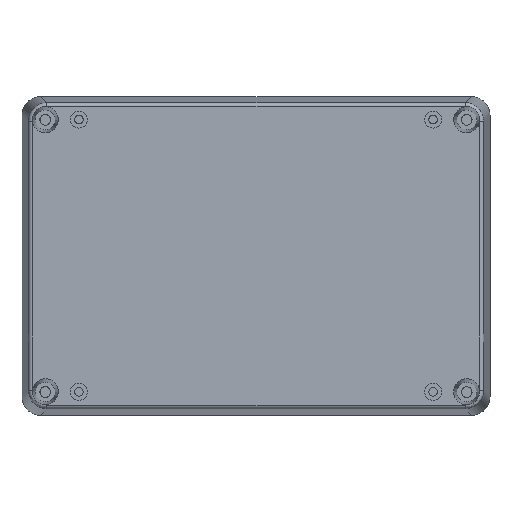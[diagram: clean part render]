
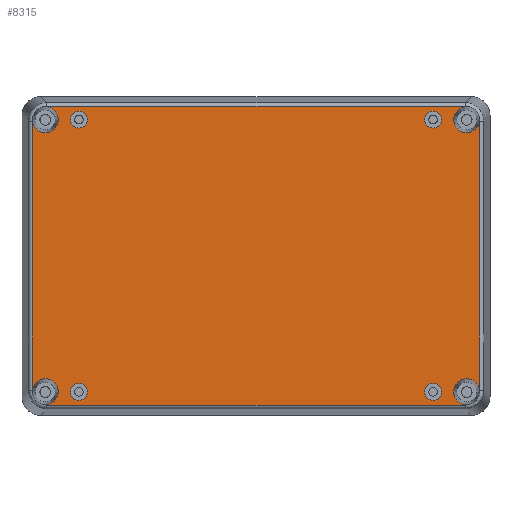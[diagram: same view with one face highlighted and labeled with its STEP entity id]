
A CAD part, top view. The second image highlights one B-rep face of the part: STEP entity #8315.
In plain terms, the highlighted planar face has unit normal (0, 0, 1).
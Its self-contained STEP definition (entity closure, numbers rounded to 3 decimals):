
#8124=CARTESIAN_POINT('',(-62.75,-42.75,40.0));
#8125=DIRECTION('',(0.0,0.0,-1.0));
#8126=DIRECTION('',(-1.0,0.0,0.0));
#8127=AXIS2_PLACEMENT_3D('',#8124,#8125,#8126);
#8128=PLANE('',#8127);
#8129=CARTESIAN_POINT('',(59.987,-36.736,40.0));
#8130=VERTEX_POINT('',#8129);
#8131=CARTESIAN_POINT('',(56.736,-39.987,40.0));
#8132=VERTEX_POINT('',#8131);
#8133=CARTESIAN_POINT('',(56.5,-36.5,40.0));
#8134=DIRECTION('',(0.0,0.0,1.0));
#8135=DIRECTION('',(1.0,0.0,0.0));
#8136=AXIS2_PLACEMENT_3D('',#8133,#8134,#8135);
#8137=CIRCLE('',#8136,3.495);
#8138=EDGE_CURVE('',#8130,#8132,#8137,.T.);
#8139=ORIENTED_EDGE('',*,*,#8138,.F.);
#8140=CARTESIAN_POINT('',(60.046,-36.05,40.0));
#8141=VERTEX_POINT('',#8140);
#8142=CARTESIAN_POINT('',(56.044,-36.05,40.0));
#8143=DIRECTION('',(0.0,0.0,1.));
#8144=DIRECTION('',(1.,0.,0.0));
#8145=AXIS2_PLACEMENT_3D('',#8142,#8143,#8144);
#8146=CIRCLE('',#8145,4.002);
#8147=EDGE_CURVE('',#8130,#8141,#8146,.T.);
#8148=ORIENTED_EDGE('',*,*,#8147,.T.);
#8149=CARTESIAN_POINT('',(60.046,36.05,40.0));
#8150=VERTEX_POINT('',#8149);
#8151=CARTESIAN_POINT('',(60.046,36.05,40.0));
#8152=DIRECTION('',(0.0,-1.0,0.0));
#8153=VECTOR('',#8152,72.1);
#8154=LINE('',#8151,#8153);
#8155=EDGE_CURVE('',#8141,#8150,#8154,.F.);
#8156=ORIENTED_EDGE('',*,*,#8155,.T.);
#8157=CARTESIAN_POINT('',(59.987,36.736,40.0));
#8158=VERTEX_POINT('',#8157);
#8159=CARTESIAN_POINT('',(56.044,36.05,40.0));
#8160=DIRECTION('',(0.0,0.0,1.0));
#8161=DIRECTION('',(0.985,0.171,0.0));
#8162=AXIS2_PLACEMENT_3D('',#8159,#8160,#8161);
#8163=CIRCLE('',#8162,4.002);
#8164=EDGE_CURVE('',#8150,#8158,#8163,.T.);
#8165=ORIENTED_EDGE('',*,*,#8164,.T.);
#8166=CARTESIAN_POINT('',(56.736,39.987,40.0));
#8167=VERTEX_POINT('',#8166);
#8168=CARTESIAN_POINT('',(56.5,36.5,40.0));
#8169=DIRECTION('',(0.0,0.0,1.0));
#8170=DIRECTION('',(1.0,0.0,0.0));
#8171=AXIS2_PLACEMENT_3D('',#8168,#8169,#8170);
#8172=CIRCLE('',#8171,3.495);
#8173=EDGE_CURVE('',#8167,#8158,#8172,.T.);
#8174=ORIENTED_EDGE('',*,*,#8173,.F.);
#8175=CARTESIAN_POINT('',(56.05,40.046,40.0));
#8176=VERTEX_POINT('',#8175);
#8177=CARTESIAN_POINT('',(56.05,36.044,40.0));
#8178=DIRECTION('',(0.0,0.0,1.));
#8179=DIRECTION('',(0.,1.,0.0));
#8180=AXIS2_PLACEMENT_3D('',#8177,#8178,#8179);
#8181=CIRCLE('',#8180,4.002);
#8182=EDGE_CURVE('',#8167,#8176,#8181,.T.);
#8183=ORIENTED_EDGE('',*,*,#8182,.T.);
#8184=CARTESIAN_POINT('',(-56.05,40.046,40.0));
#8185=VERTEX_POINT('',#8184);
#8186=CARTESIAN_POINT('',(-56.05,40.046,40.0));
#8187=DIRECTION('',(1.0,0.0,0.0));
#8188=VECTOR('',#8187,112.1);
#8189=LINE('',#8186,#8188);
#8190=EDGE_CURVE('',#8176,#8185,#8189,.F.);
#8191=ORIENTED_EDGE('',*,*,#8190,.T.);
#8192=CARTESIAN_POINT('',(-56.689,39.995,40.0));
#8193=VERTEX_POINT('',#8192);
#8194=CARTESIAN_POINT('',(-56.05,36.044,40.0));
#8195=DIRECTION('',(0.0,0.0,1.));
#8196=DIRECTION('',(-0.16,0.987,0.0));
#8197=AXIS2_PLACEMENT_3D('',#8194,#8195,#8196);
#8198=CIRCLE('',#8197,4.002);
#8199=EDGE_CURVE('',#8185,#8193,#8198,.T.);
#8200=ORIENTED_EDGE('',*,*,#8199,.T.);
#8201=CARTESIAN_POINT('',(-59.995,36.689,40.0));
#8202=VERTEX_POINT('',#8201);
#8203=CARTESIAN_POINT('',(-56.5,36.5,40.0));
#8204=DIRECTION('',(0.0,0.0,1.0));
#8205=DIRECTION('',(1.0,0.0,0.0));
#8206=AXIS2_PLACEMENT_3D('',#8203,#8204,#8205);
#8207=CIRCLE('',#8206,3.5);
#8208=EDGE_CURVE('',#8202,#8193,#8207,.T.);
#8209=ORIENTED_EDGE('',*,*,#8208,.F.);
#8210=CARTESIAN_POINT('',(-60.046,36.05,40.0));
#8211=VERTEX_POINT('',#8210);
#8212=CARTESIAN_POINT('',(-56.044,36.05,40.0));
#8213=DIRECTION('',(0.0,0.0,1.));
#8214=DIRECTION('',(-1.,0.,0.0));
#8215=AXIS2_PLACEMENT_3D('',#8212,#8213,#8214);
#8216=CIRCLE('',#8215,4.002);
#8217=EDGE_CURVE('',#8202,#8211,#8216,.T.);
#8218=ORIENTED_EDGE('',*,*,#8217,.T.);
#8219=CARTESIAN_POINT('',(-60.046,-36.05,40.0));
#8220=VERTEX_POINT('',#8219);
#8221=CARTESIAN_POINT('',(-60.046,-36.05,40.0));
#8222=DIRECTION('',(0.0,1.0,0.0));
#8223=VECTOR('',#8222,72.1);
#8224=LINE('',#8221,#8223);
#8225=EDGE_CURVE('',#8211,#8220,#8224,.F.);
#8226=ORIENTED_EDGE('',*,*,#8225,.T.);
#8227=CARTESIAN_POINT('',(-59.995,-36.689,40.0));
#8228=VERTEX_POINT('',#8227);
#8229=CARTESIAN_POINT('',(-56.044,-36.05,40.0));
#8230=DIRECTION('',(0.0,0.0,1.));
#8231=DIRECTION('',(-0.987,-0.16,0.0));
#8232=AXIS2_PLACEMENT_3D('',#8229,#8230,#8231);
#8233=CIRCLE('',#8232,4.002);
#8234=EDGE_CURVE('',#8220,#8228,#8233,.T.);
#8235=ORIENTED_EDGE('',*,*,#8234,.T.);
#8236=CARTESIAN_POINT('',(-56.689,-39.995,40.0));
#8237=VERTEX_POINT('',#8236);
#8238=CARTESIAN_POINT('',(-56.5,-36.5,40.0));
#8239=DIRECTION('',(0.0,0.0,1.0));
#8240=DIRECTION('',(1.0,0.0,0.0));
#8241=AXIS2_PLACEMENT_3D('',#8238,#8239,#8240);
#8242=CIRCLE('',#8241,3.5);
#8243=EDGE_CURVE('',#8237,#8228,#8242,.T.);
#8244=ORIENTED_EDGE('',*,*,#8243,.F.);
#8245=CARTESIAN_POINT('',(-56.05,-40.046,40.0));
#8246=VERTEX_POINT('',#8245);
#8247=CARTESIAN_POINT('',(-56.05,-36.044,40.0));
#8248=DIRECTION('',(0.0,0.0,1.));
#8249=DIRECTION('',(0.,-1.,0.0));
#8250=AXIS2_PLACEMENT_3D('',#8247,#8248,#8249);
#8251=CIRCLE('',#8250,4.002);
#8252=EDGE_CURVE('',#8237,#8246,#8251,.T.);
#8253=ORIENTED_EDGE('',*,*,#8252,.T.);
#8254=CARTESIAN_POINT('',(56.05,-40.046,40.0));
#8255=VERTEX_POINT('',#8254);
#8256=CARTESIAN_POINT('',(56.05,-40.046,40.0));
#8257=DIRECTION('',(-1.0,0.0,0.0));
#8258=VECTOR('',#8257,112.1);
#8259=LINE('',#8256,#8258);
#8260=EDGE_CURVE('',#8246,#8255,#8259,.F.);
#8261=ORIENTED_EDGE('',*,*,#8260,.T.);
#8262=CARTESIAN_POINT('',(56.05,-36.044,40.0));
#8263=DIRECTION('',(0.0,0.0,1.));
#8264=DIRECTION('',(0.171,-0.985,0.0));
#8265=AXIS2_PLACEMENT_3D('',#8262,#8263,#8264);
#8266=CIRCLE('',#8265,4.002);
#8267=EDGE_CURVE('',#8255,#8132,#8266,.T.);
#8268=ORIENTED_EDGE('',*,*,#8267,.T.);
#8269=EDGE_LOOP('',(#8139,#8148,#8156,#8165,#8174,#8183,#8191,#8200,#8209,#8218,#8226,#8235,#8244,#8253,#8261,#8268));
#8270=FACE_OUTER_BOUND('',#8269,.T.);
#8271=CARTESIAN_POINT('',(-49.75,36.5,40.0));
#8272=VERTEX_POINT('',#8271);
#8273=CARTESIAN_POINT('',(-47.5,36.5,40.0));
#8274=DIRECTION('',(0.0,0.0,-1.0));
#8275=DIRECTION('',(-1.0,0.0,0.0));
#8276=AXIS2_PLACEMENT_3D('',#8273,#8274,#8275);
#8277=CIRCLE('',#8276,2.25);
#8278=EDGE_CURVE('',#8272,#8272,#8277,.F.);
#8279=ORIENTED_EDGE('',*,*,#8278,.F.);
#8280=EDGE_LOOP('',(#8279));
#8281=FACE_BOUND('',#8280,.T.);
#8282=CARTESIAN_POINT('',(-49.75,-36.5,40.0));
#8283=VERTEX_POINT('',#8282);
#8284=CARTESIAN_POINT('',(-47.5,-36.5,40.0));
#8285=DIRECTION('',(0.0,0.0,-1.0));
#8286=DIRECTION('',(-1.0,0.0,0.0));
#8287=AXIS2_PLACEMENT_3D('',#8284,#8285,#8286);
#8288=CIRCLE('',#8287,2.25);
#8289=EDGE_CURVE('',#8283,#8283,#8288,.T.);
#8290=ORIENTED_EDGE('',*,*,#8289,.T.);
#8291=EDGE_LOOP('',(#8290));
#8292=FACE_BOUND('',#8291,.T.);
#8293=CARTESIAN_POINT('',(45.25,36.5,40.0));
#8294=VERTEX_POINT('',#8293);
#8295=CARTESIAN_POINT('',(47.5,36.5,40.0));
#8296=DIRECTION('',(0.0,0.0,-1.0));
#8297=DIRECTION('',(-1.0,0.0,0.0));
#8298=AXIS2_PLACEMENT_3D('',#8295,#8296,#8297);
#8299=CIRCLE('',#8298,2.25);
#8300=EDGE_CURVE('',#8294,#8294,#8299,.T.);
#8301=ORIENTED_EDGE('',*,*,#8300,.T.);
#8302=EDGE_LOOP('',(#8301));
#8303=FACE_BOUND('',#8302,.T.);
#8304=CARTESIAN_POINT('',(45.25,-36.5,40.0));
#8305=VERTEX_POINT('',#8304);
#8306=CARTESIAN_POINT('',(47.5,-36.5,40.0));
#8307=DIRECTION('',(0.0,0.0,-1.0));
#8308=DIRECTION('',(-1.0,0.0,0.0));
#8309=AXIS2_PLACEMENT_3D('',#8306,#8307,#8308);
#8310=CIRCLE('',#8309,2.25);
#8311=EDGE_CURVE('',#8305,#8305,#8310,.F.);
#8312=ORIENTED_EDGE('',*,*,#8311,.F.);
#8313=EDGE_LOOP('',(#8312));
#8314=FACE_BOUND('',#8313,.T.);
#8315=ADVANCED_FACE('',(#8270,#8281,#8292,#8303,#8314),#8128,.F.);
